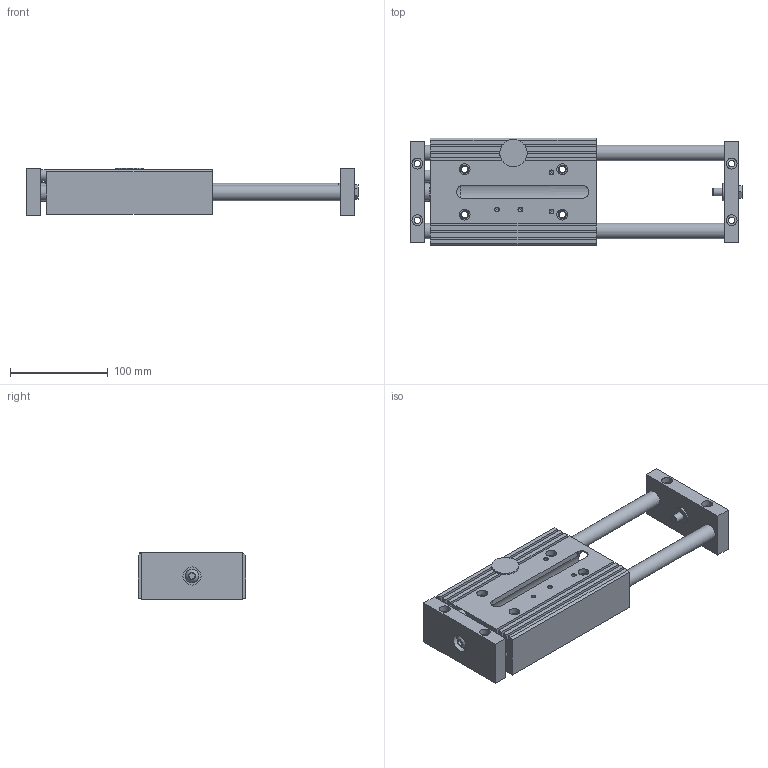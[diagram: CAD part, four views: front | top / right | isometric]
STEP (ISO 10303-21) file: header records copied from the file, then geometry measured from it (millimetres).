
FILE_DESCRIPTION( ( 'STEP AP214' ), '1' );
FILE_NAME( '8305405.step', '2010-06-10T07:23:19', ( ' ' ), ( ' ' ), 'XStep 1.0', ' ', ' ' );
FILE_SCHEMA( ( 'automotive_design' ) );
Length unit declared in the file: millimetre
Products named in the file (2): 1; 2
Bounding box: 340.1 x 110 x 49 mm (x, y, z)
Volume: 838262.2 mm3; surface area: 179335.4 mm2
Topology: 2 solids, 2 shells, 209 faces, 503 edges, 332 vertices
Faces by surface type: plane 120, cylinder 70, cone 18, sphere 1
Full cylindrical faces by diameter (mm): 4.134 x8, 5.02 x2, 5.1 x4, 6.5 x4, 6.647 x12, 8 x2, 11 x12, 12 x1, 16 x5, 17.5 x2, 18.5 x2, 24 x1, 28 x1, 34 x1
Entity records: 7361 total; most frequent: CARTESIAN_POINT 1133, DIRECTION 962, ORIENTED_EDGE 776, EDGE_CURVE 388, AXIS2_PLACEMENT_3D 371, EDGE_LOOP 346, VERTEX_POINT 298, FACE_OUTER_BOUND 267
